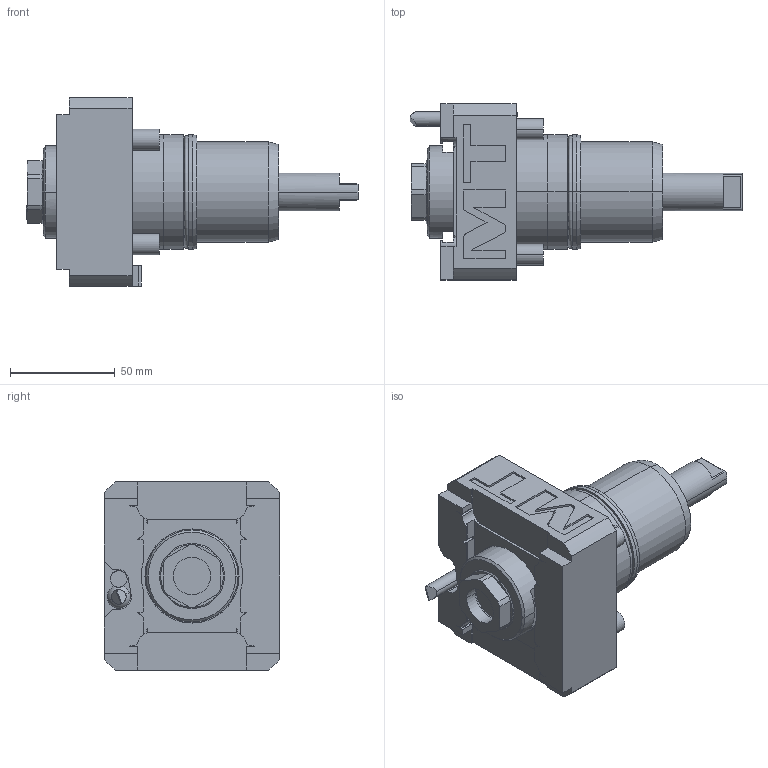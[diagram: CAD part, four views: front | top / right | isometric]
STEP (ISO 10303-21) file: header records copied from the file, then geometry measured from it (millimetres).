
FILE_DESCRIPTION((''),'2;1');
FILE_NAME('NKM1830325_CONF','2023-03-09T15:12:53',('sterribile'),('M.T. srl'),'CREO PARAMETRIC BY PTC INC, 2021072','CREO PARAMETRIC BY PTC INC, 2021072','');
FILE_SCHEMA(('CONFIG_CONTROL_DESIGN'));
Length unit declared in the file: millimetre
Products named in the file (1): NKM1830325_CONF
Bounding box: 158.7 x 84 x 90 mm (x, y, z)
Volume: 410375.3 mm3; surface area: 51970.4 mm2
Topology: 1 solids, 1 shells, 278 faces, 728 edges, 477 vertices
Faces by surface type: plane 167, cylinder 83, cone 14, torus 8, extrusion 4, sphere 2
Entity records: 8740 total; most frequent: CARTESIAN_POINT 1655, DIRECTION 1494, ORIENTED_EDGE 1456, EDGE_CURVE 728, AXIS2_PLACEMENT_3D 508, VECTOR 478, VERTEX_POINT 477, LINE 474
